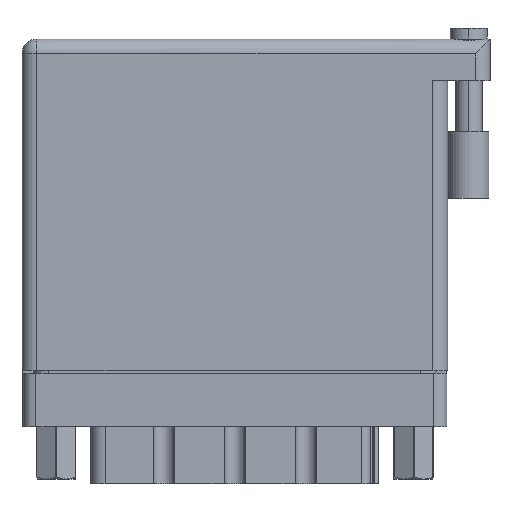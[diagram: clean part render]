
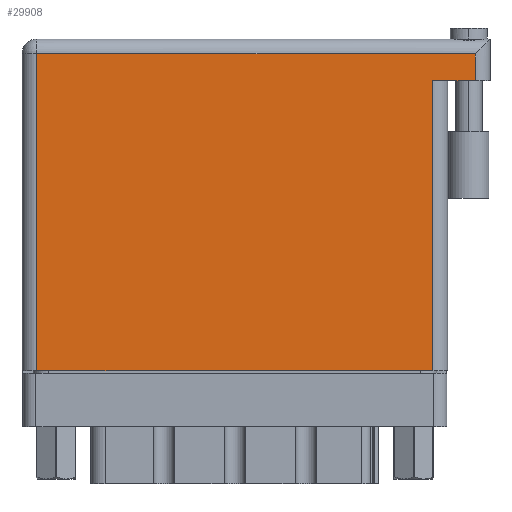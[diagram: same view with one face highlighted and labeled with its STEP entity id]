
A CAD part, front view. The second image highlights one B-rep face of the part: STEP entity #29908.
In plain terms, the highlighted face is planar.
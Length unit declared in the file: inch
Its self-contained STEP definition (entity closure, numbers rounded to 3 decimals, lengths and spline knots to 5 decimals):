
#145 = CARTESIAN_POINT ( 'NONE',  ( 0.07, 0., 0. ) ) ;
#2117 = ORIENTED_EDGE ( 'NONE', *, *, #36524, .T. ) ;
#3184 = CARTESIAN_POINT ( 'NONE',  ( 1.938, 0., 0. ) ) ;
#3306 = ORIENTED_EDGE ( 'NONE', *, *, #3449, .T. ) ;
#3449 = EDGE_CURVE ( 'NONE', #9513, #6469, #30835, .T. ) ;
#3508 = EDGE_CURVE ( 'NONE', #47569, #33874, #10509, .T. ) ;
#3757 = CARTESIAN_POINT ( 'NONE',  ( 2.138, 1.496, 0. ) ) ;
#3811 = LINE ( 'NONE', #18321, #43371 ) ;
#4934 = VECTOR ( 'NONE', #21349, 39.37008 ) ;
#6469 = VERTEX_POINT ( 'NONE', #23545 ) ;
#7319 = ORIENTED_EDGE ( 'NONE', *, *, #14855, .T. ) ;
#7411 = CARTESIAN_POINT ( 'NONE',  ( 0., 0., 0. ) ) ;
#7972 = LINE ( 'NONE', #145, #24729 ) ;
#9319 = CARTESIAN_POINT ( 'NONE',  ( 2.208, 1.369, 0. ) ) ;
#9513 = VERTEX_POINT ( 'NONE', #3757 ) ;
#10320 = EDGE_CURVE ( 'NONE', #39739, #37354, #45994, .T. ) ;
#10509 = LINE ( 'NONE', #7411, #13512 ) ;
#11120 = VECTOR ( 'NONE', #41713, 39.37008 ) ;
#13512 = VECTOR ( 'NONE', #26940, 39.37008 ) ;
#14855 = EDGE_CURVE ( 'NONE', #33874, #37354, #29436, .T. ) ;
#15315 = DIRECTION ( 'NONE',  ( 0., -1., 0. ) ) ;
#17822 = CARTESIAN_POINT ( 'NONE',  ( 1.938, 1.369, 0. ) ) ;
#18321 = CARTESIAN_POINT ( 'NONE',  ( 2.138, 1.566, 0. ) ) ;
#19061 = EDGE_LOOP ( 'NONE', ( #20858, #7319, #46333, #47453, #3306, #2117 ) ) ;
#20858 = ORIENTED_EDGE ( 'NONE', *, *, #3508, .T. ) ;
#21349 = DIRECTION ( 'NONE',  ( 0., 1., 0. ) ) ;
#21693 = DIRECTION ( 'NONE',  ( 0., 0., -1. ) ) ;
#23545 = CARTESIAN_POINT ( 'NONE',  ( 0.07, 1.496, 0. ) ) ;
#24729 = VECTOR ( 'NONE', #15315, 39.37008 ) ;
#26940 = DIRECTION ( 'NONE',  ( 1., 0., 0. ) ) ;
#29436 = LINE ( 'NONE', #17822, #4934 ) ;
#29908 = ADVANCED_FACE ( 'NONE', ( #48316 ), #44667, .F. ) ;
#30835 = LINE ( 'NONE', #45593, #11120 ) ;
#33874 = VERTEX_POINT ( 'NONE', #3184 ) ;
#35497 = CARTESIAN_POINT ( 'NONE',  ( 1.938, 1.369, 0. ) ) ;
#35889 = CARTESIAN_POINT ( 'NONE',  ( 0., 1.566, 0. ) ) ;
#36524 = EDGE_CURVE ( 'NONE', #6469, #47569, #7972, .T. ) ;
#37354 = VERTEX_POINT ( 'NONE', #35497 ) ;
#39739 = VERTEX_POINT ( 'NONE', #44471 ) ;
#40328 = EDGE_CURVE ( 'NONE', #39739, #9513, #3811, .T. ) ;
#40351 = AXIS2_PLACEMENT_3D ( 'NONE', #35889, #21693, #43825 ) ;
#41713 = DIRECTION ( 'NONE',  ( -1., 0., 0. ) ) ;
#42145 = DIRECTION ( 'NONE',  ( -1., 0., 0. ) ) ;
#43371 = VECTOR ( 'NONE', #49490, 39.37008 ) ;
#43825 = DIRECTION ( 'NONE',  ( -1., 0., 0. ) ) ;
#44471 = CARTESIAN_POINT ( 'NONE',  ( 2.138, 1.369, 0. ) ) ;
#44667 = PLANE ( 'NONE',  #40351 ) ;
#45593 = CARTESIAN_POINT ( 'NONE',  ( 0., 1.496, 0. ) ) ;
#45994 = LINE ( 'NONE', #9319, #48941 ) ;
#46028 = CARTESIAN_POINT ( 'NONE',  ( 0.07, 0., 0. ) ) ;
#46333 = ORIENTED_EDGE ( 'NONE', *, *, #10320, .F. ) ;
#47453 = ORIENTED_EDGE ( 'NONE', *, *, #40328, .T. ) ;
#47569 = VERTEX_POINT ( 'NONE', #46028 ) ;
#48316 = FACE_OUTER_BOUND ( 'NONE', #19061, .T. ) ;
#48941 = VECTOR ( 'NONE', #42145, 39.37008 ) ;
#49490 = DIRECTION ( 'NONE',  ( 0., 1., 0. ) ) ;
